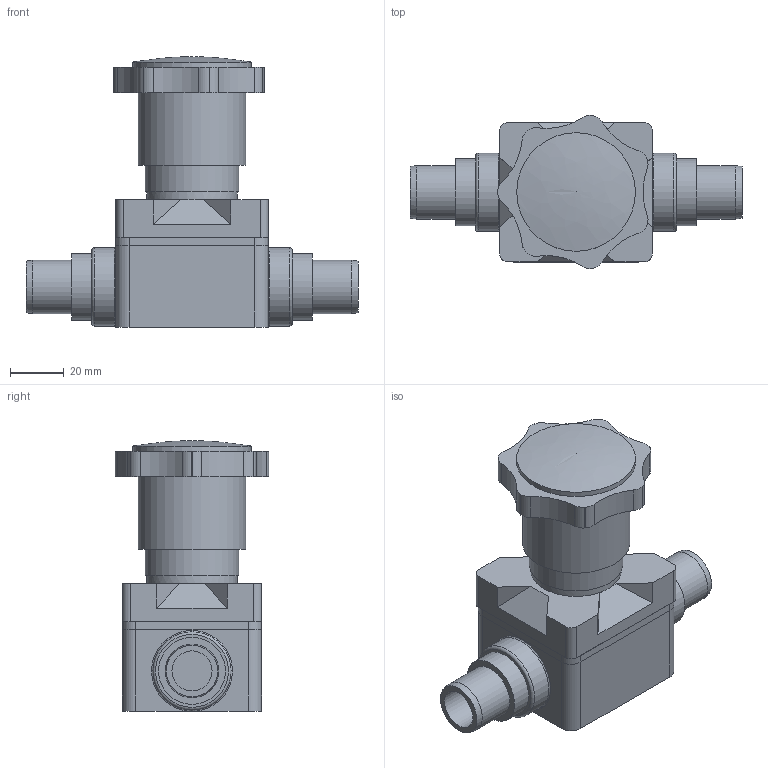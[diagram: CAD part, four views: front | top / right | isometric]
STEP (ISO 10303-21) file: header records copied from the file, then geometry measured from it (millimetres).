
FILE_DESCRIPTION(/* description */ (''),/* implementation_level */ '2;1');
FILE_NAME(/* name */ 'CMDV020E.iam.stp',/* time_stamp */ '2013-10-01T10:16:36+02:00',/* author */ ('bfaro'),/* organization */ (''),/* preprocessor_version */ 'ST-DEVELOPER v15.2',/* originating_system */ 'Autodesk Inventor 2014',/* authorisation */ '');
FILE_SCHEMA (('AUTOMOTIVE_DESIGN { 1 0 10303 214 3 1 1 }'));
Length unit declared in the file: millimetre
Products named in the file (4): cassa CMDV 20; volantino CMDV 20; membrana CM; CMDV020E
Bounding box: 124 x 57.3 x 101.1 mm (x, y, z)
Volume: 230245.3 mm3; surface area: 44368.2 mm2
Topology: 3 solids, 3 shells, 108 faces, 267 edges, 176 vertices
Faces by surface type: cylinder 54, plane 47, torus 4, cone 2, bspline 1
Full cylindrical faces by diameter (mm): 5 x2, 15 x2, 20 x2, 25 x2, 29.2 x2, 33.85 x1, 35 x1, 40.2 x1, 44.3 x1
Entity records: 3199 total; most frequent: DIRECTION 586, CARTESIAN_POINT 551, ORIENTED_EDGE 478, EDGE_CURVE 239, AXIS2_PLACEMENT_3D 234, VERTEX_POINT 169, EDGE_LOOP 140, LINE 118
